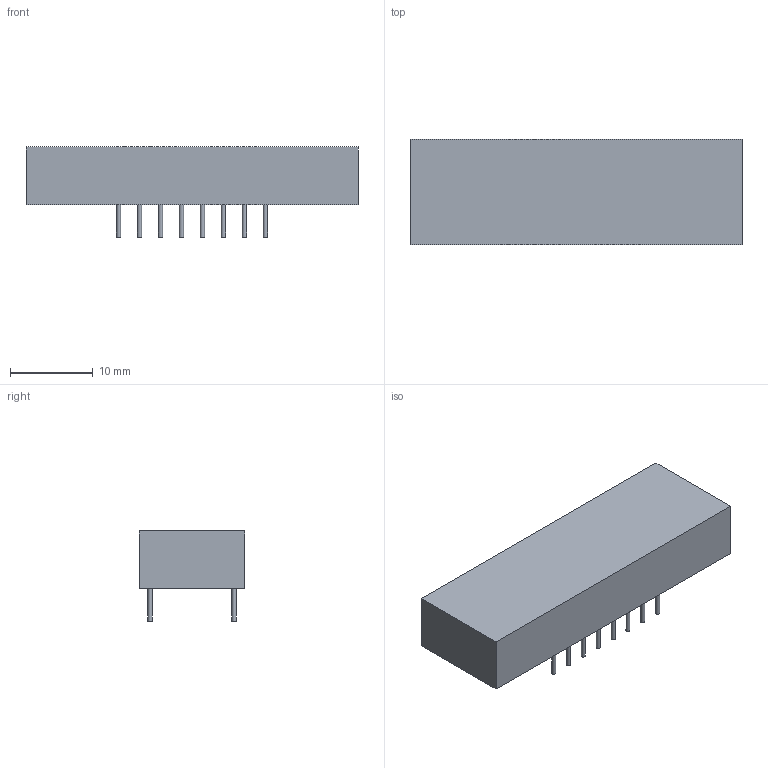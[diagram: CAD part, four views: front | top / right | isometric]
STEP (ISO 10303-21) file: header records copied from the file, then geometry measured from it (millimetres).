
FILE_DESCRIPTION(/* description */ ('STEP AP242','CAx-IF Rec.Pracs.---Representation and Presentation of Product Manufacturing Information (PMI)---4.0---2014-10-13','CAx-IF Rec.Pracs.---3D Tessellated Geometry---0.4---2014-09-14','2;1'),/* implementation_level */ '2;1');
FILE_NAME(/* name */ '678fd4d296f084259a12b852',/* time_stamp */ '2025-01-21T17:09:38Z',/* author */ (''),/* organization */ (''),/* preprocessor_version */ 'ST-DEVELOPER v20',/* originating_system */ 'ONSHAPE BY PTC INC, 1.192',/* authorisation */ ' ');
FILE_SCHEMA (('AP242_MANAGED_MODEL_BASED_3D_ENGINEERING_MIM_LF { 1 0 10303 442 1 1 4 }'));
Length unit declared in the file: metre
Products named in the file (15): Part 8; Part 2; Part 9; Part 3; Part 1; Part 10; Part 4; Part 11; Part 5; Part 12; Part 6; Part 15; Part 13; Part 7; Part 14
Bounding box: 40.18 x 12.8 x 10.9 mm (x, y, z)
Volume: 3610.8 mm3; surface area: 1861.6 mm2
Topology: 15 solids, 15 shells, 48 faces, 54 edges, 36 vertices
Faces by surface type: plane 34, cylinder 14
Full cylindrical faces by diameter (mm): 0.5 x14
Entity records: 1229 total; most frequent: DIRECTION 194, CARTESIAN_POINT 139, AXIS2_PLACEMENT_3D 91, ORIENTED_EDGE 80, EDGE_LOOP 62, FACE_BOUND 62, ADVANCED_FACE 48, EDGE_CURVE 40
